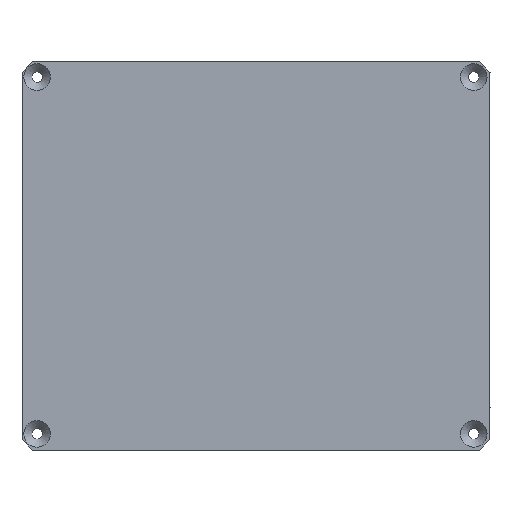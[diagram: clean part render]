
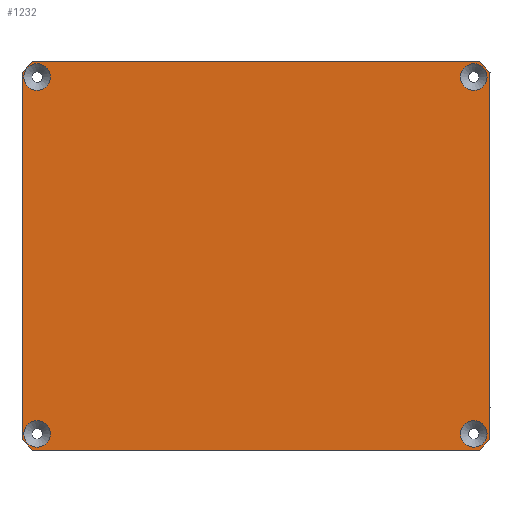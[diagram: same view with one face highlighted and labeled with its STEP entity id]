
A CAD part, top view. The second image highlights one B-rep face of the part: STEP entity #1232.
In plain terms, the highlighted planar face has unit normal (0, 0, 1).
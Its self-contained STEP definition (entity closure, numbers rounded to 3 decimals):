
#20=FACE_BOUND('',#201,.T.);
#21=FACE_BOUND('',#202,.T.);
#22=FACE_BOUND('',#203,.T.);
#23=FACE_BOUND('',#204,.T.);
#71=PLANE('',#1330);
#133=FACE_OUTER_BOUND('',#200,.T.);
#200=EDGE_LOOP('',(#1127,#1128,#1129,#1130,#1131,#1132,#1133,#1134));
#201=EDGE_LOOP('',(#1135));
#202=EDGE_LOOP('',(#1136));
#203=EDGE_LOOP('',(#1137));
#204=EDGE_LOOP('',(#1138));
#242=LINE('',#1746,#393);
#256=LINE('',#1775,#407);
#351=LINE('',#1988,#502);
#353=LINE('',#1992,#504);
#354=LINE('',#1993,#505);
#355=LINE('',#1995,#506);
#356=LINE('',#1997,#507);
#357=LINE('',#1998,#508);
#393=VECTOR('',#1416,10.);
#407=VECTOR('',#1432,10.);
#502=VECTOR('',#1635,10.);
#504=VECTOR('',#1639,10.);
#505=VECTOR('',#1640,10.);
#506=VECTOR('',#1641,10.);
#507=VECTOR('',#1642,10.);
#508=VECTOR('',#1643,10.);
#522=CIRCLE('',#1280,2.5);
#525=CIRCLE('',#1285,2.5);
#528=CIRCLE('',#1290,2.5);
#531=CIRCLE('',#1295,2.5);
#565=VERTEX_POINT('',#1743);
#566=VERTEX_POINT('',#1745);
#579=VERTEX_POINT('',#1772);
#580=VERTEX_POINT('',#1774);
#590=VERTEX_POINT('',#1802);
#593=VERTEX_POINT('',#1812);
#596=VERTEX_POINT('',#1822);
#599=VERTEX_POINT('',#1832);
#644=VERTEX_POINT('',#1987);
#645=VERTEX_POINT('',#1991);
#646=VERTEX_POINT('',#1994);
#647=VERTEX_POINT('',#1996);
#690=EDGE_CURVE('',#566,#565,#242,.T.);
#704=EDGE_CURVE('',#580,#579,#256,.T.);
#718=EDGE_CURVE('',#590,#590,#522,.F.);
#723=EDGE_CURVE('',#593,#593,#525,.F.);
#728=EDGE_CURVE('',#596,#596,#528,.F.);
#733=EDGE_CURVE('',#599,#599,#531,.F.);
#811=EDGE_CURVE('',#644,#579,#351,.F.);
#813=EDGE_CURVE('',#644,#645,#353,.T.);
#814=EDGE_CURVE('',#566,#645,#354,.F.);
#815=EDGE_CURVE('',#646,#565,#355,.F.);
#816=EDGE_CURVE('',#647,#646,#356,.F.);
#817=EDGE_CURVE('',#580,#647,#357,.F.);
#1127=ORIENTED_EDGE('',*,*,#811,.F.);
#1128=ORIENTED_EDGE('',*,*,#813,.T.);
#1129=ORIENTED_EDGE('',*,*,#814,.F.);
#1130=ORIENTED_EDGE('',*,*,#690,.T.);
#1131=ORIENTED_EDGE('',*,*,#815,.F.);
#1132=ORIENTED_EDGE('',*,*,#816,.F.);
#1133=ORIENTED_EDGE('',*,*,#817,.F.);
#1134=ORIENTED_EDGE('',*,*,#704,.T.);
#1135=ORIENTED_EDGE('',*,*,#718,.T.);
#1136=ORIENTED_EDGE('',*,*,#723,.T.);
#1137=ORIENTED_EDGE('',*,*,#728,.T.);
#1138=ORIENTED_EDGE('',*,*,#733,.T.);
#1232=ADVANCED_FACE('',(#133,#20,#21,#22,#23),#71,.T.);
#1280=AXIS2_PLACEMENT_3D('',#1803,#1454,#1455);
#1285=AXIS2_PLACEMENT_3D('',#1813,#1466,#1467);
#1290=AXIS2_PLACEMENT_3D('',#1823,#1478,#1479);
#1295=AXIS2_PLACEMENT_3D('',#1833,#1490,#1491);
#1330=AXIS2_PLACEMENT_3D('',#1990,#1637,#1638);
#1416=DIRECTION('',(0.,1.,0.));
#1432=DIRECTION('',(0.,-1.,0.));
#1454=DIRECTION('center_axis',(0.,0.,1.));
#1455=DIRECTION('ref_axis',(1.,0.,0.));
#1466=DIRECTION('center_axis',(0.,0.,1.));
#1467=DIRECTION('ref_axis',(1.,0.,0.));
#1478=DIRECTION('center_axis',(0.,0.,1.));
#1479=DIRECTION('ref_axis',(1.,0.,0.));
#1490=DIRECTION('center_axis',(0.,0.,1.));
#1491=DIRECTION('ref_axis',(1.,0.,0.));
#1635=DIRECTION('',(0.707,-0.707,0.));
#1637=DIRECTION('center_axis',(0.,0.,1.));
#1638=DIRECTION('ref_axis',(-1.,0.,0.));
#1639=DIRECTION('',(1.,0.,0.));
#1640=DIRECTION('',(0.707,0.707,0.));
#1641=DIRECTION('',(-0.707,0.707,0.));
#1642=DIRECTION('',(-1.,0.,0.));
#1643=DIRECTION('',(-0.707,-0.707,0.));
#1743=CARTESIAN_POINT('',(85.8,69.,22.5));
#1745=CARTESIAN_POINT('',(85.8,0.,22.5));
#1746=CARTESIAN_POINT('',(85.8,16.25,22.5));
#1772=CARTESIAN_POINT('',(-2.1,0.,22.5));
#1774=CARTESIAN_POINT('',(-2.1,69.,22.5));
#1775=CARTESIAN_POINT('',(-2.1,52.75,22.5));
#1802=CARTESIAN_POINT('',(80.245,1.09,22.5));
#1803=CARTESIAN_POINT('Origin',(82.745,1.09,22.5));
#1812=CARTESIAN_POINT('',(-1.755,1.09,22.5));
#1813=CARTESIAN_POINT('Origin',(0.745,1.09,22.5));
#1822=CARTESIAN_POINT('',(80.245,68.09,22.5));
#1823=CARTESIAN_POINT('Origin',(82.745,68.09,22.5));
#1832=CARTESIAN_POINT('',(-1.755,68.09,22.5));
#1833=CARTESIAN_POINT('Origin',(0.745,68.09,22.5));
#1987=CARTESIAN_POINT('',(-0.1,-2.,22.5));
#1988=CARTESIAN_POINT('',(0.763,-2.862,22.5));
#1990=CARTESIAN_POINT('Origin',(41.85,34.5,22.5));
#1991=CARTESIAN_POINT('',(83.8,-2.,22.5));
#1992=CARTESIAN_POINT('',(19.875,-2.,22.5));
#1993=CARTESIAN_POINT('',(82.938,-2.862,22.5));
#1994=CARTESIAN_POINT('',(83.8,71.,22.5));
#1995=CARTESIAN_POINT('',(82.938,71.862,22.5));
#1996=CARTESIAN_POINT('',(-0.1,71.,22.5));
#1997=CARTESIAN_POINT('',(55.849,71.,22.5));
#1998=CARTESIAN_POINT('',(0.763,71.863,22.5));
